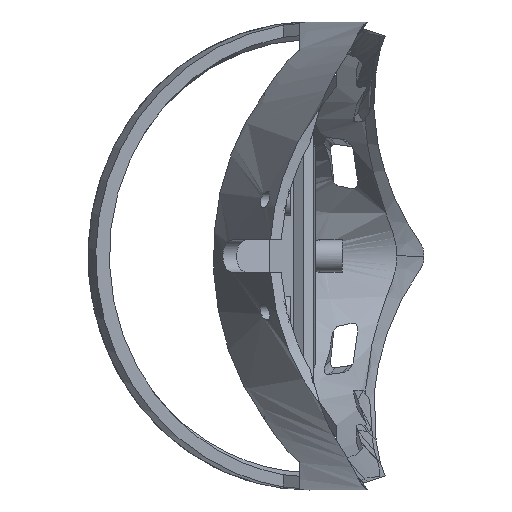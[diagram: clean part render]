
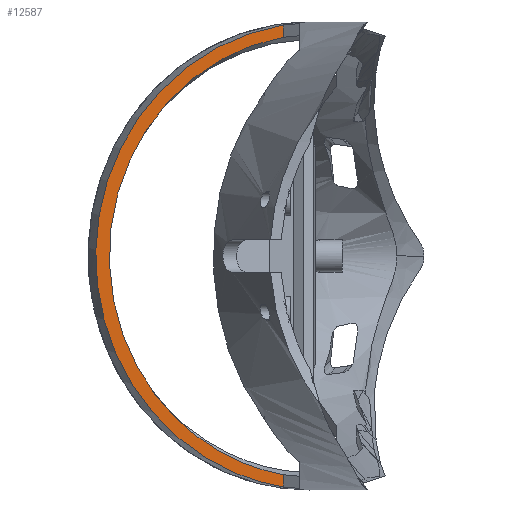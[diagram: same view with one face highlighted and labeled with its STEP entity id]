
A CAD part, left-side view. The second image highlights one B-rep face of the part: STEP entity #12587.
In plain terms, the highlighted planar face has unit normal (-1, 0, 0).
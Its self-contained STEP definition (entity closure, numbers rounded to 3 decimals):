
#19 = EDGE_CURVE ( 'NONE', #19917, #16462, #11450, .T. ) ;
#159 = CARTESIAN_POINT ( 'NONE',  ( 771.712, 83.09, -535.144 ) ) ;
#518 = CARTESIAN_POINT ( 'NONE',  ( 771.712, 85.179, -610.061 ) ) ;
#751 = CARTESIAN_POINT ( 'NONE',  ( 771.712, 96.508, -565.517 ) ) ;
#793 = CARTESIAN_POINT ( 'NONE',  ( 771.712, 50.194, -628.546 ) ) ;
#858 = CARTESIAN_POINT ( 'NONE',  ( 771.712, 86.171, -608.698 ) ) ;
#967 = CARTESIAN_POINT ( 'NONE',  ( 771.712, 97.01, -570.573 ) ) ;
#1251 = CARTESIAN_POINT ( 'NONE',  ( 771.712, 50.194, -519.255 ) ) ;
#1676 = CARTESIAN_POINT ( 'NONE',  ( 771.712, 90.502, -546.324 ) ) ;
#1903 = CARTESIAN_POINT ( 'NONE',  ( 771.712, 81.98, -533.867 ) ) ;
#2022 = CARTESIAN_POINT ( 'NONE',  ( 771.712, 61.512, -519.379 ) ) ;
#2033 =( BOUNDED_CURVE ( )  B_SPLINE_CURVE ( 3, ( #1251, #17524, #5143, #15767 ),
 .UNSPECIFIED., .F., .F. ) 
 B_SPLINE_CURVE_WITH_KNOTS ( ( 4, 4 ),
 ( 0., 0.15 ),
 .UNSPECIFIED. ) 
 CURVE ( )  GEOMETRIC_REPRESENTATION_ITEM ( )  RATIONAL_B_SPLINE_CURVE ( ( 0.856, 0.381, 0.381, 0.856 ) ) 
 REPRESENTATION_ITEM ( '' )  );
#2120 = EDGE_LOOP ( 'NONE', ( #15159, #11536, #4787, #14883 ) ) ;
#2382 = CARTESIAN_POINT ( 'NONE',  ( 771.712, 63.163, -627.807 ) ) ;
#2504 = CARTESIAN_POINT ( 'NONE',  ( 771.712, 75.946, -619.748 ) ) ;
#2722 = CARTESIAN_POINT ( 'NONE',  ( 771.712, 66.178, -626.353 ) ) ;
#3428 = FACE_OUTER_BOUND ( 'NONE', #2120, .T. ) ;
#3791 = CARTESIAN_POINT ( 'NONE',  ( 771.712, 79.656, -531.394 ) ) ;
#3907 = CARTESIAN_POINT ( 'NONE',  ( 771.712, 74.657, -526.897 ) ) ;
#4035 = CARTESIAN_POINT ( 'NONE',  ( 771.712, 90.114, -545.576 ) ) ;
#4150 = CARTESIAN_POINT ( 'NONE',  ( 771.712, 94.796, -590.554 ) ) ;
#4381 = CARTESIAN_POINT ( 'NONE',  ( 771.712, 89.32, -603.681 ) ) ;
#4494 = CARTESIAN_POINT ( 'NONE',  ( 771.712, 97.078, -572.256 ) ) ;
#4787 = ORIENTED_EDGE ( 'NONE', *, *, #19, .T. ) ;
#5099 = DIRECTION ( 'NONE',  ( 1., 0., 0. ) ) ;
#5143 = CARTESIAN_POINT ( 'NONE',  ( 771.712, 126.178, -614.764 ) ) ;
#5448 = CARTESIAN_POINT ( 'NONE',  ( 771.712, 71.95, -524.913 ) ) ;
#5800 = CARTESIAN_POINT ( 'NONE',  ( 771.712, 67.591, -522.32 ) ) ;
#6033 = CARTESIAN_POINT ( 'NONE',  ( 771.712, 53.53, -630.962 ) ) ;
#6140 = CARTESIAN_POINT ( 'NONE',  ( 771.712, 95.419, -588.09 ) ) ;
#6213 = AXIS2_PLACEMENT_3D ( 'NONE', #7181, #5099, #12320 ) ;
#6251 = CARTESIAN_POINT ( 'NONE',  ( 771.712, 95.61, -587.262 ) ) ;
#6364 = CARTESIAN_POINT ( 'NONE',  ( 771.712, 55.991, -630.303 ) ) ;
#7181 = CARTESIAN_POINT ( 'NONE',  ( 771.712, 50.194, -823.189 ) ) ;
#7658 = CARTESIAN_POINT ( 'NONE',  ( 771.712, 58.421, -629.549 ) ) ;
#7884 = CARTESIAN_POINT ( 'NONE',  ( 771.712, 79.74, -616.428 ) ) ;
#8136 = DIRECTION ( 'NONE',  ( 0., 0., 1. ) ) ;
#8444 = EDGE_CURVE ( 'NONE', #11309, #16462, #2033, .T. ) ;
#8822 = CARTESIAN_POINT ( 'NONE',  ( 771.712, 91.606, -548.612 ) ) ;
#9171 = CARTESIAN_POINT ( 'NONE',  ( 771.712, 86.247, -539.086 ) ) ;
#9521 = CARTESIAN_POINT ( 'NONE',  ( 771.712, 50.194, -631.604 ) ) ;
#9640 = CARTESIAN_POINT ( 'NONE',  ( 771.712, 88.03, -605.858 ) ) ;
#9748 = CARTESIAN_POINT ( 'NONE',  ( 771.712, 96.803, -568.042 ) ) ;
#9787 = LINE ( 'NONE', #18904, #21160 ) ;
#10044 = CARTESIAN_POINT ( 'NONE',  ( 771.712, 50.194, -516.197 ) ) ;
#10679 = CARTESIAN_POINT ( 'NONE',  ( 771.712, 50.194, -516.197 ) ) ;
#10797 = CARTESIAN_POINT ( 'NONE',  ( 771.712, 63.059, -520.035 ) ) ;
#11272 = CARTESIAN_POINT ( 'NONE',  ( 771.712, 51.871, -631.323 ) ) ;
#11309 = VERTEX_POINT ( 'NONE', #22919 ) ;
#11388 = CARTESIAN_POINT ( 'NONE',  ( 771.712, 95.956, -585.607 ) ) ;
#11450 = LINE ( 'NONE', #20131, #12884 ) ;
#11501 = CARTESIAN_POINT ( 'NONE',  ( 771.712, 87.577, -606.576 ) ) ;
#11536 = ORIENTED_EDGE ( 'NONE', *, *, #11588, .T. ) ;
#11588 = EDGE_CURVE ( 'NONE', #12949, #19917, #18616, .T. ) ;
#11611 = CARTESIAN_POINT ( 'NONE',  ( 771.712, 92.678, -596.928 ) ) ;
#12320 = DIRECTION ( 'NONE',  ( 0., 0., -1. ) ) ;
#12443 = CARTESIAN_POINT ( 'NONE',  ( 771.712, 94.877, -557.278 ) ) ;
#12587 = ADVANCED_FACE ( 'NONE', ( #3428 ), #22854, .F. ) ;
#12884 = VECTOR ( 'NONE', #13093, 1000. ) ;
#12911 = CARTESIAN_POINT ( 'NONE',  ( 771.712, 68.328, -522.739 ) ) ;
#12949 = VERTEX_POINT ( 'NONE', #10044 ) ;
#13033 = CARTESIAN_POINT ( 'NONE',  ( 771.712, 82.043, -614.001 ) ) ;
#13093 = DIRECTION ( 'NONE',  ( 0., 0., 1. ) ) ;
#13258 = CARTESIAN_POINT ( 'NONE',  ( 771.712, 96.386, -564.681 ) ) ;
#13372 = CARTESIAN_POINT ( 'NONE',  ( 771.712, 73.957, -621.324 ) ) ;
#14544 = CARTESIAN_POINT ( 'NONE',  ( 771.712, 88.098, -541.883 ) ) ;
#14791 = CARTESIAN_POINT ( 'NONE',  ( 771.712, 88.901, -604.411 ) ) ;
#14883 = ORIENTED_EDGE ( 'NONE', *, *, #8444, .F. ) ;
#15014 = CARTESIAN_POINT ( 'NONE',  ( 771.712, 70.496, -623.761 ) ) ;
#15126 = CARTESIAN_POINT ( 'NONE',  ( 771.712, 96.111, -584.778 ) ) ;
#15159 = ORIENTED_EDGE ( 'NONE', *, *, #22290, .T. ) ;
#15767 = CARTESIAN_POINT ( 'NONE',  ( 771.712, 50.194, -628.546 ) ) ;
#15832 = CARTESIAN_POINT ( 'NONE',  ( 771.712, 50.194, -631.604 ) ) ;
#15961 = CARTESIAN_POINT ( 'NONE',  ( 771.712, 92.63, -550.94 ) ) ;
#16427 = CARTESIAN_POINT ( 'NONE',  ( 771.712, 56.794, -517.632 ) ) ;
#16462 = VERTEX_POINT ( 'NONE', #793 ) ;
#16543 = CARTESIAN_POINT ( 'NONE',  ( 771.712, 95.697, -560.529 ) ) ;
#17524 = CARTESIAN_POINT ( 'NONE',  ( 771.712, 126.178, -533.037 ) ) ;
#17828 = CARTESIAN_POINT ( 'NONE',  ( 771.712, 53.548, -516.76 ) ) ;
#17944 = CARTESIAN_POINT ( 'NONE',  ( 771.712, 78.441, -530.226 ) ) ;
#18058 = CARTESIAN_POINT ( 'NONE',  ( 771.712, 83.629, -535.792 ) ) ;
#18416 = CARTESIAN_POINT ( 'NONE',  ( 771.712, 97.075, -577.29 ) ) ;
#18529 = CARTESIAN_POINT ( 'NONE',  ( 771.712, 94.314, -592.168 ) ) ;
#18616 = B_SPLINE_CURVE_WITH_KNOTS ( 'NONE', 3,
 ( #10679, #17828, #16427, #2022, #10797, #19580, #21813, #5800, #12911, #5448, #3907, #17944, #3791, #20071, #1903, #159, #18058, #9171, #14544, #4035, #1676, #21345, #8822, #15961, #23092, #12443, #16543, #13258, #751, #22268, #9748, #967, #4494, #18416, #22154, #15126, #11388, #6251, #6140, #4150, #18529, #11611, #20417, #4381, #14791, #9640, #11501, #858, #518, #13033, #7884, #20188, #2504, #18641, #13372, #20525, #15014, #2722, #2382, #18746, #7658, #21932, #6364, #6033, #11272, #9521 ),
 .UNSPECIFIED., .F., .F.,
 ( 4, 2, 2, 2, 2, 2, 2, 2, 2, 2, 2, 2, 2, 2, 2, 2, 2, 2, 2, 2, 2, 2, 2, 2, 2, 2, 2, 2, 2, 2, 2, 2, 4 ),
 ( 0., 0.01, 0.015, 0.018, 0.02, 0.03, 0.035, 0.038, 0.04, 0.05, 0.053, 0.055, 0.06, 0.07, 0.073, 0.075, 0.08, 0.091, 0.093, 0.096, 0.101, 0.111, 0.113, 0.116, 0.121, 0.131, 0.133, 0.136, 0.141, 0.151, 0.153, 0.156, 0.161 ),
 .UNSPECIFIED. ) ;
#18641 = CARTESIAN_POINT ( 'NONE',  ( 771.712, 74.63, -620.807 ) ) ;
#18746 = CARTESIAN_POINT ( 'NONE',  ( 771.712, 59.219, -629.273 ) ) ;
#18904 = CARTESIAN_POINT ( 'NONE',  ( 771.712, 50.194, -823.189 ) ) ;
#19580 = CARTESIAN_POINT ( 'NONE',  ( 771.712, 65.341, -521.13 ) ) ;
#19917 = VERTEX_POINT ( 'NONE', #15832 ) ;
#20071 = CARTESIAN_POINT ( 'NONE',  ( 771.712, 81.408, -533.238 ) ) ;
#20131 = CARTESIAN_POINT ( 'NONE',  ( 771.712, 50.194, -823.189 ) ) ;
#20188 = CARTESIAN_POINT ( 'NONE',  ( 771.712, 76.589, -619.205 ) ) ;
#20417 = CARTESIAN_POINT ( 'NONE',  ( 771.712, 91.331, -599.992 ) ) ;
#20525 = CARTESIAN_POINT ( 'NONE',  ( 771.712, 71.901, -622.828 ) ) ;
#21160 = VECTOR ( 'NONE', #8136, 1000. ) ;
#21345 = CARTESIAN_POINT ( 'NONE',  ( 771.712, 91.248, -547.842 ) ) ;
#21813 = CARTESIAN_POINT ( 'NONE',  ( 771.712, 66.096, -521.514 ) ) ;
#21932 = CARTESIAN_POINT ( 'NONE',  ( 771.712, 56.808, -630.063 ) ) ;
#22154 = CARTESIAN_POINT ( 'NONE',  ( 771.712, 96.8, -580.628 ) ) ;
#22268 = CARTESIAN_POINT ( 'NONE',  ( 771.712, 96.716, -567.196 ) ) ;
#22290 = EDGE_CURVE ( 'NONE', #11309, #12949, #9787, .T. ) ;
#22854 = PLANE ( 'NONE',  #6213 ) ;
#22919 = CARTESIAN_POINT ( 'NONE',  ( 771.712, 50.194, -519.255 ) ) ;
#23092 = CARTESIAN_POINT ( 'NONE',  ( 771.712, 93.243, -552.511 ) ) ;
